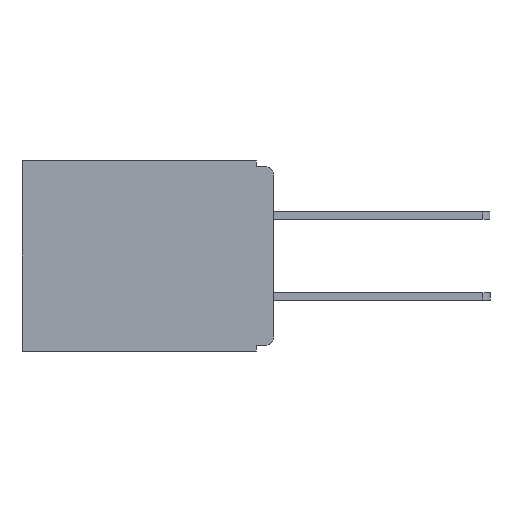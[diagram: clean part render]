
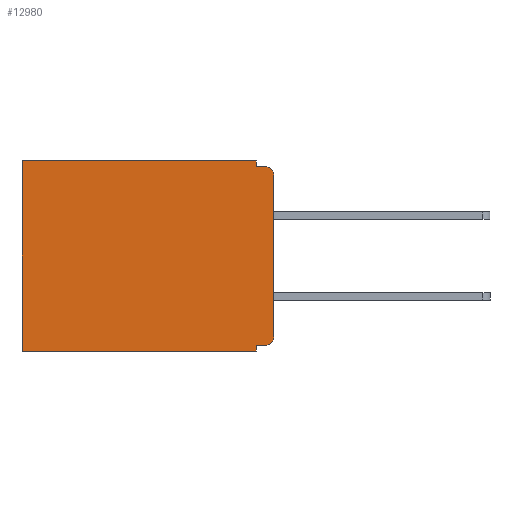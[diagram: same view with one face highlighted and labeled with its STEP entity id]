
A CAD part, left-side view. The second image highlights one B-rep face of the part: STEP entity #12980.
In plain terms, the highlighted planar face has unit normal (-1, 0, 0).
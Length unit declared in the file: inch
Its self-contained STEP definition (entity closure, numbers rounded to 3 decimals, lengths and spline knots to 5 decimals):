
#46 = ORIENTED_EDGE ( 'NONE', *, *, #5296, .T. ) ;
#137 = CARTESIAN_POINT ( 'NONE',  ( 0.3, 0.031, 0. ) ) ;
#331 = AXIS2_PLACEMENT_3D ( 'NONE', #495, #490, #472 ) ;
#414 = VERTEX_POINT ( 'NONE', #5638 ) ;
#472 = DIRECTION ( 'NONE',  ( 0., 0., -1. ) ) ;
#490 = DIRECTION ( 'NONE',  ( -1., 0., 0. ) ) ;
#495 = CARTESIAN_POINT ( 'NONE',  ( 0.3, 0.015, -0.305 ) ) ;
#1052 = LINE ( 'NONE', #7819, #3691 ) ;
#1067 = VECTOR ( 'NONE', #2533, 39.37008 ) ;
#1177 = EDGE_CURVE ( 'NONE', #3912, #414, #8761, .T. ) ;
#1423 = CARTESIAN_POINT ( 'NONE',  ( 0.3, 0., 0. ) ) ;
#1918 = DIRECTION ( 'NONE',  ( 0., 0., -1. ) ) ;
#1984 = CARTESIAN_POINT ( 'NONE',  ( 0.3, 0., -0.33 ) ) ;
#2147 = LINE ( 'NONE', #1423, #7685 ) ;
#2239 = CARTESIAN_POINT ( 'NONE',  ( 0.3, 0., -0.33 ) ) ;
#2335 = VERTEX_POINT ( 'NONE', #12173 ) ;
#2398 = VECTOR ( 'NONE', #9644, 39.37008 ) ;
#2406 = CARTESIAN_POINT ( 'NONE',  ( 0.3, 0.437, -0.33 ) ) ;
#2533 = DIRECTION ( 'NONE',  ( 0., 0., -1. ) ) ;
#2650 = EDGE_CURVE ( 'NONE', #13012, #2335, #11176, .T. ) ;
#2687 = CARTESIAN_POINT ( 'NONE',  ( 0.3, 0.015, -0.01 ) ) ;
#2763 = VECTOR ( 'NONE', #1918, 39.37008 ) ;
#3062 = CARTESIAN_POINT ( 'NONE',  ( 0.3, 0.031, -0.33 ) ) ;
#3365 = CARTESIAN_POINT ( 'NONE',  ( 0.3, 0., -0.33 ) ) ;
#3522 = DIRECTION ( 'NONE',  ( -1., 0., 0. ) ) ;
#3597 = ORIENTED_EDGE ( 'NONE', *, *, #9456, .F. ) ;
#3665 = EDGE_CURVE ( 'NONE', #9359, #2335, #4392, .T. ) ;
#3691 = VECTOR ( 'NONE', #13609, 39.37008 ) ;
#3847 = DIRECTION ( 'NONE',  ( 0., 1., 0. ) ) ;
#3912 = VERTEX_POINT ( 'NONE', #12865 ) ;
#3997 = EDGE_CURVE ( 'NONE', #4264, #12481, #1052, .T. ) ;
#4264 = VERTEX_POINT ( 'NONE', #137 ) ;
#4392 = LINE ( 'NONE', #2406, #1067 ) ;
#4719 = CARTESIAN_POINT ( 'NONE',  ( 0.3, 0.031, -0.32 ) ) ;
#4808 = CARTESIAN_POINT ( 'NONE',  ( 0.3, 0.437, 0. ) ) ;
#4878 = LINE ( 'NONE', #9065, #10625 ) ;
#5123 = FACE_OUTER_BOUND ( 'NONE', #5838, .T. ) ;
#5296 = EDGE_CURVE ( 'NONE', #8307, #11222, #13464, .T. ) ;
#5638 = CARTESIAN_POINT ( 'NONE',  ( 0.3, 0., -0.305 ) ) ;
#5647 = DIRECTION ( 'NONE',  ( 0., 0., -1. ) ) ;
#5756 = LINE ( 'NONE', #2239, #2763 ) ;
#5838 = EDGE_LOOP ( 'NONE', ( #6064, #46, #6400, #10240, #12644, #8100, #9115, #8419, #3597, #6585 ) ) ;
#5858 = VECTOR ( 'NONE', #8260, 39.37008 ) ;
#6064 = ORIENTED_EDGE ( 'NONE', *, *, #9042, .F. ) ;
#6162 = CARTESIAN_POINT ( 'NONE',  ( 0.3, 0., -0.025 ) ) ;
#6400 = ORIENTED_EDGE ( 'NONE', *, *, #7576, .F. ) ;
#6585 = ORIENTED_EDGE ( 'NONE', *, *, #1177, .T. ) ;
#6782 = CARTESIAN_POINT ( 'NONE',  ( 0.3, 0.031, -0.33 ) ) ;
#6884 = EDGE_CURVE ( 'NONE', #4264, #9359, #2147, .T. ) ;
#6932 = CARTESIAN_POINT ( 'NONE',  ( 0.3, 0.031, -0.01 ) ) ;
#7320 = VERTEX_POINT ( 'NONE', #4719 ) ;
#7576 = EDGE_CURVE ( 'NONE', #12481, #11222, #4878, .T. ) ;
#7685 = VECTOR ( 'NONE', #13685, 39.37008 ) ;
#7819 = CARTESIAN_POINT ( 'NONE',  ( 0.3, 0.031, 0. ) ) ;
#8100 = ORIENTED_EDGE ( 'NONE', *, *, #3665, .T. ) ;
#8260 = DIRECTION ( 'NONE',  ( 0., 1., 0. ) ) ;
#8307 = VERTEX_POINT ( 'NONE', #6162 ) ;
#8419 = ORIENTED_EDGE ( 'NONE', *, *, #10191, .F. ) ;
#8626 = AXIS2_PLACEMENT_3D ( 'NONE', #3365, #11971, #5647 ) ;
#8761 = CIRCLE ( 'NONE', #331, 0.015 ) ;
#8936 = VECTOR ( 'NONE', #3847, 39.37008 ) ;
#9042 = EDGE_CURVE ( 'NONE', #8307, #414, #5756, .T. ) ;
#9065 = CARTESIAN_POINT ( 'NONE',  ( 0.3, 0., -0.01 ) ) ;
#9115 = ORIENTED_EDGE ( 'NONE', *, *, #2650, .F. ) ;
#9359 = VERTEX_POINT ( 'NONE', #4808 ) ;
#9395 = CARTESIAN_POINT ( 'NONE',  ( 0.3, 0., -0.32 ) ) ;
#9456 = EDGE_CURVE ( 'NONE', #3912, #7320, #12022, .T. ) ;
#9644 = DIRECTION ( 'NONE',  ( 0., 0., -1. ) ) ;
#9767 = DIRECTION ( 'NONE',  ( 0., -1., 0. ) ) ;
#9918 = PLANE ( 'NONE',  #8626 ) ;
#10191 = EDGE_CURVE ( 'NONE', #7320, #13012, #10728, .T. ) ;
#10240 = ORIENTED_EDGE ( 'NONE', *, *, #3997, .F. ) ;
#10625 = VECTOR ( 'NONE', #9767, 39.37008 ) ;
#10728 = LINE ( 'NONE', #3062, #2398 ) ;
#11176 = LINE ( 'NONE', #1984, #5858 ) ;
#11222 = VERTEX_POINT ( 'NONE', #2687 ) ;
#11971 = DIRECTION ( 'NONE',  ( 1., 0., 0. ) ) ;
#12022 = LINE ( 'NONE', #9395, #8936 ) ;
#12173 = CARTESIAN_POINT ( 'NONE',  ( 0.3, 0.437, -0.33 ) ) ;
#12228 = CARTESIAN_POINT ( 'NONE',  ( 0.3, 0.015, -0.025 ) ) ;
#12481 = VERTEX_POINT ( 'NONE', #6932 ) ;
#12644 = ORIENTED_EDGE ( 'NONE', *, *, #6884, .T. ) ;
#12828 = AXIS2_PLACEMENT_3D ( 'NONE', #12228, #3522, #13814 ) ;
#12865 = CARTESIAN_POINT ( 'NONE',  ( 0.3, 0.015, -0.32 ) ) ;
#12980 = ADVANCED_FACE ( 'NONE', ( #5123 ), #9918, .F. ) ;
#13012 = VERTEX_POINT ( 'NONE', #6782 ) ;
#13464 = CIRCLE ( 'NONE', #12828, 0.015 ) ;
#13609 = DIRECTION ( 'NONE',  ( 0., 0., -1. ) ) ;
#13685 = DIRECTION ( 'NONE',  ( 0., 1., 0. ) ) ;
#13814 = DIRECTION ( 'NONE',  ( 0., 0., -1. ) ) ;
